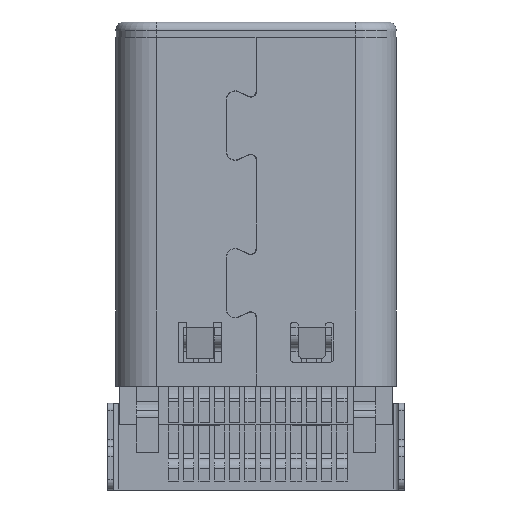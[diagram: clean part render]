
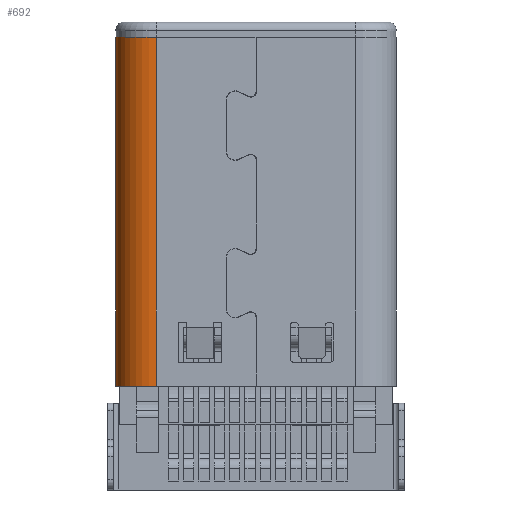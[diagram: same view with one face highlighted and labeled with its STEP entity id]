
A CAD part, front view. The second image highlights one B-rep face of the part: STEP entity #692.
In plain terms, the highlighted cylindrical face has radius 1.2 mm (diameter 2.4 mm), a partial arc.
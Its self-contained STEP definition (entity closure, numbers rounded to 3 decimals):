
#692=ADVANCED_FACE('NONE',(#2366),#2367,.T.);
#2366=FACE_OUTER_BOUND('',#4562,.T.);
#2367=CYLINDRICAL_SURFACE('',#4563,1.2);
#4562=EDGE_LOOP('',(#10586,#10587,#10588,#10589));
#4563=AXIS2_PLACEMENT_3D('',#10590,#10591,#10592);
#10586=ORIENTED_EDGE('',*,*,#16123,.F.);
#10587=ORIENTED_EDGE('',*,*,#16619,.F.);
#10588=ORIENTED_EDGE('',*,*,#16312,.F.);
#10589=ORIENTED_EDGE('',*,*,#15429,.F.);
#10590=CARTESIAN_POINT('',(1.2,1.2,10.7));
#10591=DIRECTION('',(0.0,0.0,1.0));
#10592=DIRECTION('',(-1.0,0.0,0.0));
#15429=EDGE_CURVE('NONE',#18940,#18942,#18943,.T.);
#16123=EDGE_CURVE('NONE',#20076,#18940,#20078,.T.);
#16312=EDGE_CURVE('NONE',#18942,#20404,#20405,.T.);
#16619=EDGE_CURVE('NONE',#20404,#20076,#20965,.T.);
#18940=VERTEX_POINT('NONE',#24410);
#18942=VERTEX_POINT('NONE',#24413);
#18943=CIRCLE('',#24414,1.2);
#20076=VERTEX_POINT('NONE',#26058);
#20078=LINE('',#26061,#26062);
#20404=VERTEX_POINT('NONE',#26540);
#20405=LINE('',#26541,#26542);
#20965=CIRCLE('',#27414,1.2);
#24410=CARTESIAN_POINT('',(1.2,0.0,0.0));
#24413=CARTESIAN_POINT('',(0.0,1.2,0.0));
#24414=AXIS2_PLACEMENT_3D('',#30854,#30855,#30856);
#26058=CARTESIAN_POINT('',(1.2,0.0,10.25));
#26061=CARTESIAN_POINT('',(1.2,0.0,10.7));
#26062=VECTOR('',#31912,1000.0);
#26540=CARTESIAN_POINT('',(0.,1.2,10.25));
#26541=CARTESIAN_POINT('',(0.0,1.2,10.7));
#26542=VECTOR('',#32173,1000.0);
#27414=AXIS2_PLACEMENT_3D('',#32536,#32537,#32538);
#30854=CARTESIAN_POINT('',(1.2,1.2,0.0));
#30855=DIRECTION('',(0.0,0.0,-1.0));
#30856=DIRECTION('',(-1.0,0.0,0.0));
#31912=DIRECTION('',(0.0,0.0,-1.0));
#32173=DIRECTION('',(-0.0,-0.0,1.0));
#32536=CARTESIAN_POINT('',(1.2,1.2,10.25));
#32537=DIRECTION('',(0.0,0.0,1.0));
#32538=DIRECTION('',(1.0,0.0,0.0));
